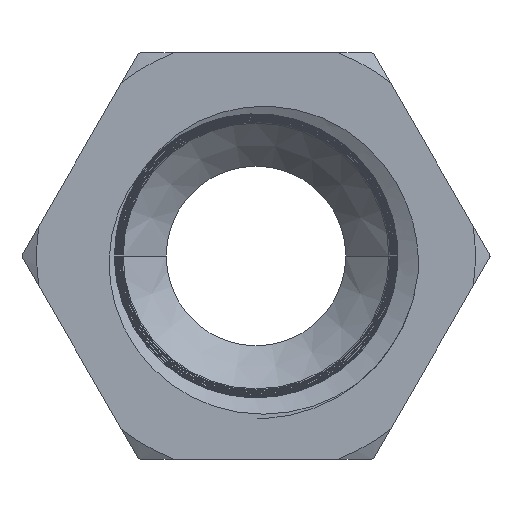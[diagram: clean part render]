
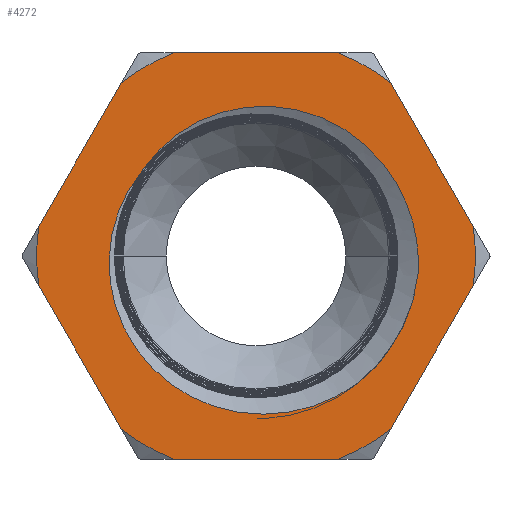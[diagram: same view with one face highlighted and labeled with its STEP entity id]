
A CAD part, left-side view. The second image highlights one B-rep face of the part: STEP entity #4272.
In plain terms, the highlighted planar face has unit normal (-1, 0, 0).
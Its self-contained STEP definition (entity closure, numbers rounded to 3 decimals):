
#121=DIRECTION('',(0.,-0.5,0.866));
#122=VECTOR('',#121,10.973);
#123=CARTESIAN_POINT('',(0.,14.391,1.974));
#124=LINE('',#123,#122);
#125=CARTESIAN_POINT('',(0.,0.,0.));
#126=DIRECTION('',(-1.,0.,0.));
#127=DIRECTION('',(0.,0.378,0.926));
#128=AXIS2_PLACEMENT_3D('',#125,#126,#127);
#130=DIRECTION('',(0.,-1.,0.));
#131=VECTOR('',#130,10.973);
#132=CARTESIAN_POINT('',(0.,5.487,13.45));
#133=LINE('',#132,#131);
#134=CARTESIAN_POINT('',(0.,0.,0.));
#135=DIRECTION('',(-1.,0.,0.));
#136=DIRECTION('',(0.,-0.613,0.79));
#137=AXIS2_PLACEMENT_3D('',#134,#135,#136);
#139=DIRECTION('',(0.,-0.5,-0.866));
#140=VECTOR('',#139,10.973);
#141=CARTESIAN_POINT('',(0.,-8.905,11.476));
#142=LINE('',#141,#140);
#143=DIRECTION('',(0.,0.5,-0.866));
#144=VECTOR('',#143,10.973);
#145=CARTESIAN_POINT('',(0.,-14.391,-1.974));
#146=LINE('',#145,#144);
#147=CARTESIAN_POINT('',(0.,0.,0.));
#148=DIRECTION('',(-1.,0.,0.));
#149=DIRECTION('',(0.,-0.378,-0.926));
#150=AXIS2_PLACEMENT_3D('',#147,#148,#149);
#152=DIRECTION('',(0.,1.,0.));
#153=VECTOR('',#152,10.973);
#154=CARTESIAN_POINT('',(0.,-5.487,-13.45));
#155=LINE('',#154,#153);
#156=CARTESIAN_POINT('',(0.,0.,0.));
#157=DIRECTION('',(-1.,0.,0.));
#158=DIRECTION('',(0.,0.613,-0.79));
#159=AXIS2_PLACEMENT_3D('',#156,#157,#158);
#161=DIRECTION('',(0.,0.5,0.866));
#162=VECTOR('',#161,10.973);
#163=CARTESIAN_POINT('',(0.,8.905,-11.476));
#164=LINE('',#163,#162);
#165=CARTESIAN_POINT('',(0.,7.451,5.77));
#166=CARTESIAN_POINT('',(0.,7.168,6.181));
#167=CARTESIAN_POINT('',(0.,6.543,6.952));
#168=CARTESIAN_POINT('',(0.,5.408,7.97));
#169=CARTESIAN_POINT('',(0.,4.13,8.793));
#170=CARTESIAN_POINT('',(0.,2.725,9.412));
#171=CARTESIAN_POINT('',(0.,1.23,9.805));
#172=CARTESIAN_POINT('',(0.,-0.314,9.96));
#173=CARTESIAN_POINT('',(0.,-1.883,9.871));
#174=CARTESIAN_POINT('',(0.,-3.415,9.538));
#175=CARTESIAN_POINT('',(0.,-4.886,8.969));
#176=CARTESIAN_POINT('',(0.,-6.267,8.17));
#177=CARTESIAN_POINT('',(0.,-7.527,7.149));
#178=CARTESIAN_POINT('',(0.,-8.605,5.947));
#179=CARTESIAN_POINT('',(0.,-9.423,4.694));
#180=CARTESIAN_POINT('',(0.,-9.997,3.49));
#181=CARTESIAN_POINT('',(0.,-10.39,2.324));
#182=CARTESIAN_POINT('',(0.,-10.64,1.175));
#183=CARTESIAN_POINT('',(0.,-10.763,0.005));
#184=CARTESIAN_POINT('',(0.,-10.759,-0.782));
#185=CARTESIAN_POINT('',(0.,-10.735,-1.177));
#187=CARTESIAN_POINT('',(0.,0.,0.));
#188=DIRECTION('',(-1.,0.,0.));
#189=DIRECTION('',(0.,0.791,0.612));
#190=AXIS2_PLACEMENT_3D('',#187,#188,#189);
#192=CARTESIAN_POINT('',(0.,-6.79,-8.389));
#193=CARTESIAN_POINT('',(0.,-6.332,-8.727));
#194=CARTESIAN_POINT('',(0.,-5.377,-9.322));
#195=CARTESIAN_POINT('',(0.,-3.825,-9.979));
#196=CARTESIAN_POINT('',(0.,-2.192,-10.382));
#197=CARTESIAN_POINT('',(0.,-0.535,-10.523));
#198=CARTESIAN_POINT('',(0.,1.132,-10.399));
#199=CARTESIAN_POINT('',(0.,2.73,-10.02));
#200=CARTESIAN_POINT('',(0.,4.257,-9.389));
#201=CARTESIAN_POINT('',(0.,5.646,-8.534));
#202=CARTESIAN_POINT('',(0.,6.878,-7.474));
#203=CARTESIAN_POINT('',(0.,7.922,-6.234));
#204=CARTESIAN_POINT('',(0.,8.744,-4.862));
#205=CARTESIAN_POINT('',(0.,9.339,-3.369));
#206=CARTESIAN_POINT('',(0.,9.68,-1.825));
#207=CARTESIAN_POINT('',(0.,9.771,-0.243));
#208=CARTESIAN_POINT('',(0.,9.607,1.316));
#209=CARTESIAN_POINT('',(0.,9.198,2.821));
#210=CARTESIAN_POINT('',(0.,8.549,4.238));
#211=CARTESIAN_POINT('',(0.,7.982,5.084));
#212=CARTESIAN_POINT('',(0.,7.662,5.486));
#214=CARTESIAN_POINT('',(0.,-10.735,-1.177));
#215=CARTESIAN_POINT('',(0.,-10.683,-1.646));
#216=CARTESIAN_POINT('',(0.,-10.52,-2.568));
#217=CARTESIAN_POINT('',(0.,-10.097,-3.91));
#218=CARTESIAN_POINT('',(0.,-9.501,-5.191));
#219=CARTESIAN_POINT('',(0.,-8.746,-6.38));
#220=CARTESIAN_POINT('',(0.,-7.845,-7.458));
#221=CARTESIAN_POINT('',(0.,-7.157,-8.092));
#222=CARTESIAN_POINT('',(0.,-6.79,-8.389));
#238=CARTESIAN_POINT('',(0.,0.,0.));
#239=DIRECTION('',(-1.,0.,0.));
#240=DIRECTION('',(0.,0.991,0.136));
#241=AXIS2_PLACEMENT_3D('',#238,#239,#240);
#264=CARTESIAN_POINT('',(0.,0.,0.));
#265=DIRECTION('',(-1.,0.,0.));
#266=DIRECTION('',(0.,-0.991,-0.136));
#267=AXIS2_PLACEMENT_3D('',#264,#265,#266);
#4001=CARTESIAN_POINT('',(0.,8.905,-11.476));
#4002=CARTESIAN_POINT('',(0.,5.487,-13.45));
#4003=VERTEX_POINT('',#4001);
#4004=VERTEX_POINT('',#4002);
#4005=CARTESIAN_POINT('',(0.,-5.487,-13.45));
#4006=CARTESIAN_POINT('',(0.,-8.905,-11.476));
#4007=VERTEX_POINT('',#4005);
#4008=VERTEX_POINT('',#4006);
#4009=CARTESIAN_POINT('',(0.,-8.905,11.476));
#4010=CARTESIAN_POINT('',(0.,-5.487,13.45));
#4011=VERTEX_POINT('',#4009);
#4012=VERTEX_POINT('',#4010);
#4013=CARTESIAN_POINT('',(0.,5.487,13.45));
#4014=CARTESIAN_POINT('',(0.,8.905,11.476));
#4015=VERTEX_POINT('',#4013);
#4016=VERTEX_POINT('',#4014);
#4033=CARTESIAN_POINT('',(0.,14.391,-1.974));
#4034=VERTEX_POINT('',#4033);
#4035=CARTESIAN_POINT('',(0.,14.391,1.974));
#4036=VERTEX_POINT('',#4035);
#4037=CARTESIAN_POINT('',(0.,-14.391,1.974));
#4038=VERTEX_POINT('',#4037);
#4039=CARTESIAN_POINT('',(0.,-14.391,-1.974));
#4040=VERTEX_POINT('',#4039);
#4089=VERTEX_POINT('',#165);
#4090=VERTEX_POINT('',#185);
#4091=VERTEX_POINT('',#222);
#4092=VERTEX_POINT('',#212);
#4231=CARTESIAN_POINT('',(0.,0.,0.));
#4232=DIRECTION('',(1.,0.,0.));
#4233=DIRECTION('',(0.,0.,-1.));
#4234=AXIS2_PLACEMENT_3D('',#4231,#4232,#4233);
#4235=PLANE('',#4234);
#4237=ORIENTED_EDGE('',*,*,#4236,.F.);
#4239=ORIENTED_EDGE('',*,*,#4238,.T.);
#4241=ORIENTED_EDGE('',*,*,#4240,.F.);
#4243=ORIENTED_EDGE('',*,*,#4242,.T.);
#4245=ORIENTED_EDGE('',*,*,#4244,.F.);
#4247=ORIENTED_EDGE('',*,*,#4246,.T.);
#4249=ORIENTED_EDGE('',*,*,#4248,.F.);
#4251=ORIENTED_EDGE('',*,*,#4250,.T.);
#4253=ORIENTED_EDGE('',*,*,#4252,.F.);
#4255=ORIENTED_EDGE('',*,*,#4254,.T.);
#4257=ORIENTED_EDGE('',*,*,#4256,.F.);
#4259=ORIENTED_EDGE('',*,*,#4258,.T.);
#4260=EDGE_LOOP('',(#4237,#4239,#4241,#4243,#4245,#4247,#4249,#4251,#4253,#4255,
#4257,#4259));
#4261=FACE_OUTER_BOUND('',#4260,.F.);
#4263=ORIENTED_EDGE('',*,*,#4262,.F.);
#4265=ORIENTED_EDGE('',*,*,#4264,.T.);
#4267=ORIENTED_EDGE('',*,*,#4266,.F.);
#4269=ORIENTED_EDGE('',*,*,#4268,.F.);
#4270=EDGE_LOOP('',(#4263,#4265,#4267,#4269));
#4271=FACE_BOUND('',#4270,.F.);
#129=CIRCLE('',#128,14.526);
#138=CIRCLE('',#137,14.526);
#151=CIRCLE('',#150,14.526);
#160=CIRCLE('',#159,14.526);
#186=B_SPLINE_CURVE_WITH_KNOTS('',3,(#165,#166,#167,#168,#169,#170,#171,#172,
#173,#174,#175,#176,#177,#178,#179,#180,#181,#182,#183,#184,#185),.UNSPECIFIED.,
.F.,.F.,(4,1,1,1,1,1,1,1,1,1,1,1,1,1,1,1,1,1,4),(0.,0.056,
0.111,0.167,0.222,0.278,
0.333,0.389,0.444,0.5,0.556,
0.611,0.667,0.722,0.778,
0.833,0.889,0.944,1.),.UNSPECIFIED.);
#191=CIRCLE('',#190,9.424);
#213=B_SPLINE_CURVE_WITH_KNOTS('',3,(#192,#193,#194,#195,#196,#197,#198,#199,
#200,#201,#202,#203,#204,#205,#206,#207,#208,#209,#210,#211,#212),.UNSPECIFIED.,
.F.,.F.,(4,1,1,1,1,1,1,1,1,1,1,1,1,1,1,1,1,1,4),(0.,0.056,
0.111,0.167,0.222,0.278,
0.333,0.389,0.444,0.5,0.556,
0.611,0.667,0.722,0.778,
0.833,0.889,0.944,1.),.UNSPECIFIED.);
#223=B_SPLINE_CURVE_WITH_KNOTS('',3,(#214,#215,#216,#217,#218,#219,#220,#221,
#222),.UNSPECIFIED.,.F.,.F.,(4,1,1,1,1,1,4),(0.,0.167,
0.333,0.5,0.667,0.833,1.),
.UNSPECIFIED.);
#242=CIRCLE('',#241,14.526);
#268=CIRCLE('',#267,14.526);
#4236=EDGE_CURVE('',#4036,#4034,#242,.T.);
#4238=EDGE_CURVE('',#4036,#4016,#124,.T.);
#4240=EDGE_CURVE('',#4015,#4016,#129,.T.);
#4242=EDGE_CURVE('',#4015,#4012,#133,.T.);
#4244=EDGE_CURVE('',#4011,#4012,#138,.T.);
#4246=EDGE_CURVE('',#4011,#4038,#142,.T.);
#4248=EDGE_CURVE('',#4040,#4038,#268,.T.);
#4250=EDGE_CURVE('',#4040,#4008,#146,.T.);
#4252=EDGE_CURVE('',#4007,#4008,#151,.T.);
#4254=EDGE_CURVE('',#4007,#4004,#155,.T.);
#4256=EDGE_CURVE('',#4003,#4004,#160,.T.);
#4258=EDGE_CURVE('',#4003,#4034,#164,.T.);
#4262=EDGE_CURVE('',#4089,#4090,#186,.T.);
#4264=EDGE_CURVE('',#4089,#4092,#191,.T.);
#4266=EDGE_CURVE('',#4091,#4092,#213,.T.);
#4268=EDGE_CURVE('',#4090,#4091,#223,.T.);
#4272=ADVANCED_FACE('',(#4261,#4271),#4235,.F.);
